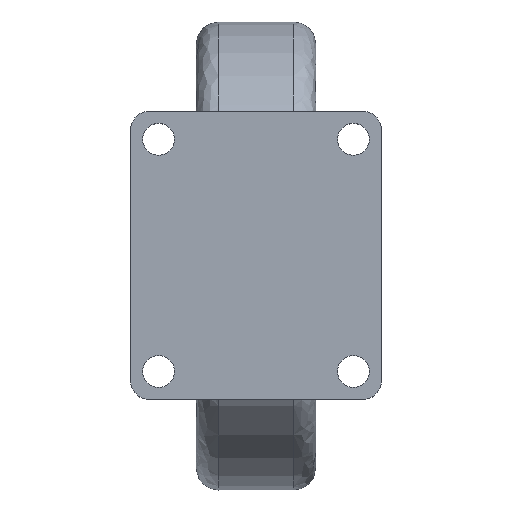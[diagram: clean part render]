
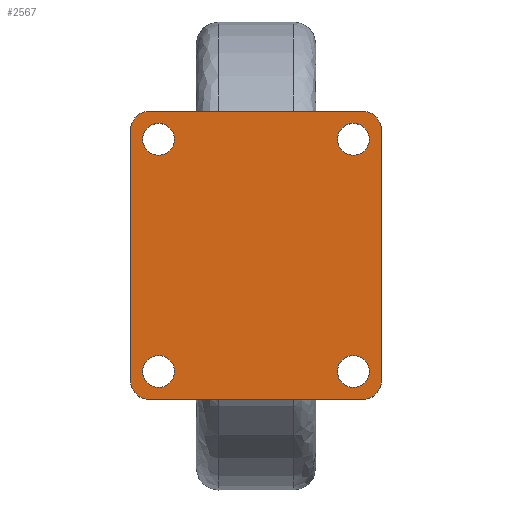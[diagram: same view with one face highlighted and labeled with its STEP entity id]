
A CAD part, top view. The second image highlights one B-rep face of the part: STEP entity #2567.
In plain terms, the highlighted planar face has unit normal (0, 0, 1).
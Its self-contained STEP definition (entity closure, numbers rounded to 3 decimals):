
#194 = EDGE_LOOP ( 'NONE', ( #4929, #6372 ) ) ;
#233 = EDGE_LOOP ( 'NONE', ( #2885, #5403 ) ) ;
#258 = VERTEX_POINT ( 'NONE', #3192 ) ;
#292 = VERTEX_POINT ( 'NONE', #1028 ) ;
#302 = LINE ( 'NONE', #1808, #6704 ) ;
#309 = LINE ( 'NONE', #1946, #1428 ) ;
#373 = EDGE_LOOP ( 'NONE', ( #3083, #7280, #4210, #5052, #6491, #3447, #2248, #2432 ) ) ;
#447 = ORIENTED_EDGE ( 'NONE', *, *, #3339, .T. ) ;
#458 = DIRECTION ( 'NONE',  ( 0., 0., 1. ) ) ;
#477 = FACE_BOUND ( 'NONE', #233, .T. ) ;
#483 = DIRECTION ( 'NONE',  ( 0., 0., -1. ) ) ;
#508 = DIRECTION ( 'NONE',  ( 1., 0., 0. ) ) ;
#663 = DIRECTION ( 'NONE',  ( 1., 0., 0. ) ) ;
#675 = CIRCLE ( 'NONE', #1453, 5. ) ;
#751 = DIRECTION ( 'NONE',  ( 1., 0., 0. ) ) ;
#825 = FACE_BOUND ( 'NONE', #1320, .T. ) ;
#826 = CARTESIAN_POINT ( 'NONE',  ( -33.5, -14.25, 161. ) ) ;
#851 = DIRECTION ( 'NONE',  ( 1., 0., 0. ) ) ;
#1025 = DIRECTION ( 'NONE',  ( 1., 0., 0. ) ) ;
#1028 = CARTESIAN_POINT ( 'NONE',  ( 21.75, -31., 161. ) ) ;
#1054 = EDGE_CURVE ( 'NONE', #1377, #6154, #309, .T. ) ;
#1089 = CARTESIAN_POINT ( 'NONE',  ( -30.25, -31., 161. ) ) ;
#1101 = CARTESIAN_POINT ( 'NONE',  ( -26., -31., 161. ) ) ;
#1151 = EDGE_CURVE ( 'NONE', #5409, #2798, #4094, .T. ) ;
#1174 = ORIENTED_EDGE ( 'NONE', *, *, #1151, .T. ) ;
#1320 = EDGE_LOOP ( 'NONE', ( #6934, #1174 ) ) ;
#1329 = AXIS2_PLACEMENT_3D ( 'NONE', #7214, #7166, #5499 ) ;
#1377 = VERTEX_POINT ( 'NONE', #3963 ) ;
#1415 = CARTESIAN_POINT ( 'NONE',  ( 33.5, 33.5, 161. ) ) ;
#1428 = VECTOR ( 'NONE', #6425, 1000. ) ;
#1444 = DIRECTION ( 'NONE',  ( 1., 0., 0. ) ) ;
#1453 = AXIS2_PLACEMENT_3D ( 'NONE', #6831, #2831, #4027 ) ;
#1471 = EDGE_CURVE ( 'NONE', #2798, #5409, #4664, .T. ) ;
#1590 = CIRCLE ( 'NONE', #5138, 4.25 ) ;
#1624 = CARTESIAN_POINT ( 'NONE',  ( -28.5, -38.5, 161. ) ) ;
#1647 = EDGE_CURVE ( 'NONE', #292, #2622, #2517, .T. ) ;
#1667 = CARTESIAN_POINT ( 'NONE',  ( 26., 31., 161. ) ) ;
#1775 = CARTESIAN_POINT ( 'NONE',  ( -26., -31., 161. ) ) ;
#1782 = EDGE_CURVE ( 'NONE', #2622, #292, #6464, .T. ) ;
#1800 = DIRECTION ( 'NONE',  ( 0., 0., -1. ) ) ;
#1808 = CARTESIAN_POINT ( 'NONE',  ( 33.5, -14.25, 161. ) ) ;
#1946 = CARTESIAN_POINT ( 'NONE',  ( 0., 38.5, 161. ) ) ;
#2039 = CARTESIAN_POINT ( 'NONE',  ( -28.5, 38.5, 161. ) ) ;
#2247 = CARTESIAN_POINT ( 'NONE',  ( 0., -38.5, 161. ) ) ;
#2248 = ORIENTED_EDGE ( 'NONE', *, *, #4867, .T. ) ;
#2284 = AXIS2_PLACEMENT_3D ( 'NONE', #1667, #3343, #508 ) ;
#2353 = CARTESIAN_POINT ( 'NONE',  ( 0., -14.25, 161. ) ) ;
#2381 = DIRECTION ( 'NONE',  ( 0., 1., 0. ) ) ;
#2427 = CARTESIAN_POINT ( 'NONE',  ( 28.5, -33.5, 161. ) ) ;
#2432 = ORIENTED_EDGE ( 'NONE', *, *, #6469, .T. ) ;
#2496 = CIRCLE ( 'NONE', #5888, 5. ) ;
#2517 = CIRCLE ( 'NONE', #5418, 4.25 ) ;
#2567 = ADVANCED_FACE ( 'NONE', ( #7335, #3621, #825, #477, #4256 ), #5187, .T. ) ;
#2572 = CARTESIAN_POINT ( 'NONE',  ( 30.25, 31., 161. ) ) ;
#2622 = VERTEX_POINT ( 'NONE', #3706 ) ;
#2798 = VERTEX_POINT ( 'NONE', #6777 ) ;
#2831 = DIRECTION ( 'NONE',  ( 0., 0., 1. ) ) ;
#2885 = ORIENTED_EDGE ( 'NONE', *, *, #4624, .T. ) ;
#2891 = CIRCLE ( 'NONE', #4141, 4.25 ) ;
#2981 = EDGE_LOOP ( 'NONE', ( #4003, #447 ) ) ;
#3014 = AXIS2_PLACEMENT_3D ( 'NONE', #3849, #483, #1025 ) ;
#3048 = CARTESIAN_POINT ( 'NONE',  ( 28.5, -38.5, 161. ) ) ;
#3083 = ORIENTED_EDGE ( 'NONE', *, *, #1054, .T. ) ;
#3192 = CARTESIAN_POINT ( 'NONE',  ( -21.75, -31., 161. ) ) ;
#3288 = DIRECTION ( 'NONE',  ( 0., 0., -1. ) ) ;
#3327 = VERTEX_POINT ( 'NONE', #4588 ) ;
#3339 = EDGE_CURVE ( 'NONE', #5186, #258, #1590, .T. ) ;
#3340 = CIRCLE ( 'NONE', #6113, 5. ) ;
#3343 = DIRECTION ( 'NONE',  ( 0., 0., -1. ) ) ;
#3447 = ORIENTED_EDGE ( 'NONE', *, *, #4310, .T. ) ;
#3467 = LINE ( 'NONE', #826, #7096 ) ;
#3621 = FACE_BOUND ( 'NONE', #2981, .T. ) ;
#3636 = CARTESIAN_POINT ( 'NONE',  ( -30.25, 31., 161. ) ) ;
#3706 = CARTESIAN_POINT ( 'NONE',  ( 30.25, -31., 161. ) ) ;
#3771 = EDGE_CURVE ( 'NONE', #5480, #6314, #3340, .T. ) ;
#3799 = AXIS2_PLACEMENT_3D ( 'NONE', #2427, #6459, #751 ) ;
#3849 = CARTESIAN_POINT ( 'NONE',  ( 26., 31., 161. ) ) ;
#3872 = DIRECTION ( 'NONE',  ( 1., 0., 0. ) ) ;
#3885 = EDGE_CURVE ( 'NONE', #258, #5186, #2891, .T. ) ;
#3899 = DIRECTION ( 'NONE',  ( 1., 0., 0. ) ) ;
#3963 = CARTESIAN_POINT ( 'NONE',  ( 28.5, 38.5, 161. ) ) ;
#4003 = ORIENTED_EDGE ( 'NONE', *, *, #3885, .T. ) ;
#4027 = DIRECTION ( 'NONE',  ( 1., 0., 0. ) ) ;
#4094 = CIRCLE ( 'NONE', #5479, 4.25 ) ;
#4141 = AXIS2_PLACEMENT_3D ( 'NONE', #1101, #6776, #3899 ) ;
#4180 = CIRCLE ( 'NONE', #2284, 4.25 ) ;
#4210 = ORIENTED_EDGE ( 'NONE', *, *, #6341, .T. ) ;
#4256 = FACE_OUTER_BOUND ( 'NONE', #373, .T. ) ;
#4310 = EDGE_CURVE ( 'NONE', #5379, #5486, #6375, .T. ) ;
#4347 = CARTESIAN_POINT ( 'NONE',  ( -28.5, -33.5, 161. ) ) ;
#4382 = CARTESIAN_POINT ( 'NONE',  ( 33.5, -33.5, 161. ) ) ;
#4566 = DIRECTION ( 'NONE',  ( 0., 0., -1. ) ) ;
#4588 = CARTESIAN_POINT ( 'NONE',  ( -33.5, 33.5, 161. ) ) ;
#4624 = EDGE_CURVE ( 'NONE', #4951, #5154, #4180, .T. ) ;
#4664 = CIRCLE ( 'NONE', #1329, 4.25 ) ;
#4777 = VECTOR ( 'NONE', #5107, 1000. ) ;
#4815 = CARTESIAN_POINT ( 'NONE',  ( -33.5, -33.5, 161. ) ) ;
#4819 = DIRECTION ( 'NONE',  ( 0., -1., 0. ) ) ;
#4867 = EDGE_CURVE ( 'NONE', #5486, #4868, #302, .T. ) ;
#4868 = VERTEX_POINT ( 'NONE', #1415 ) ;
#4929 = ORIENTED_EDGE ( 'NONE', *, *, #1782, .T. ) ;
#4951 = VERTEX_POINT ( 'NONE', #2572 ) ;
#5029 = CARTESIAN_POINT ( 'NONE',  ( 21.75, 31., 161. ) ) ;
#5052 = ORIENTED_EDGE ( 'NONE', *, *, #3771, .T. ) ;
#5107 = DIRECTION ( 'NONE',  ( 1., 0., 0. ) ) ;
#5138 = AXIS2_PLACEMENT_3D ( 'NONE', #1775, #1800, #663 ) ;
#5154 = VERTEX_POINT ( 'NONE', #5029 ) ;
#5159 = EDGE_CURVE ( 'NONE', #6314, #5379, #6332, .T. ) ;
#5163 = DIRECTION ( 'NONE',  ( 1., 0., 0. ) ) ;
#5186 = VERTEX_POINT ( 'NONE', #1089 ) ;
#5187 = PLANE ( 'NONE',  #6116 ) ;
#5379 = VERTEX_POINT ( 'NONE', #3048 ) ;
#5403 = ORIENTED_EDGE ( 'NONE', *, *, #6972, .T. ) ;
#5409 = VERTEX_POINT ( 'NONE', #3636 ) ;
#5418 = AXIS2_PLACEMENT_3D ( 'NONE', #6162, #3288, #3872 ) ;
#5479 = AXIS2_PLACEMENT_3D ( 'NONE', #6011, #6571, #851 ) ;
#5480 = VERTEX_POINT ( 'NONE', #4815 ) ;
#5486 = VERTEX_POINT ( 'NONE', #4382 ) ;
#5499 = DIRECTION ( 'NONE',  ( 1., 0., 0. ) ) ;
#5658 = CARTESIAN_POINT ( 'NONE',  ( 26., -31., 161. ) ) ;
#5758 = DIRECTION ( 'NONE',  ( 1., 0., 0. ) ) ;
#5888 = AXIS2_PLACEMENT_3D ( 'NONE', #7102, #5946, #1444 ) ;
#5946 = DIRECTION ( 'NONE',  ( 0., 0., 1. ) ) ;
#6011 = CARTESIAN_POINT ( 'NONE',  ( -26., 31., 161. ) ) ;
#6113 = AXIS2_PLACEMENT_3D ( 'NONE', #4347, #458, #6159 ) ;
#6116 = AXIS2_PLACEMENT_3D ( 'NONE', #2353, #6290, #5163 ) ;
#6154 = VERTEX_POINT ( 'NONE', #2039 ) ;
#6159 = DIRECTION ( 'NONE',  ( 1., 0., 0. ) ) ;
#6162 = CARTESIAN_POINT ( 'NONE',  ( 26., -31., 161. ) ) ;
#6290 = DIRECTION ( 'NONE',  ( 0., 0., 1. ) ) ;
#6314 = VERTEX_POINT ( 'NONE', #1624 ) ;
#6332 = LINE ( 'NONE', #2247, #4777 ) ;
#6341 = EDGE_CURVE ( 'NONE', #3327, #5480, #3467, .T. ) ;
#6372 = ORIENTED_EDGE ( 'NONE', *, *, #1647, .T. ) ;
#6375 = CIRCLE ( 'NONE', #3799, 5. ) ;
#6425 = DIRECTION ( 'NONE',  ( -1., 0., 0. ) ) ;
#6459 = DIRECTION ( 'NONE',  ( 0., 0., 1. ) ) ;
#6464 = CIRCLE ( 'NONE', #7231, 4.25 ) ;
#6469 = EDGE_CURVE ( 'NONE', #4868, #1377, #675, .T. ) ;
#6491 = ORIENTED_EDGE ( 'NONE', *, *, #5159, .T. ) ;
#6566 = EDGE_CURVE ( 'NONE', #6154, #3327, #2496, .T. ) ;
#6571 = DIRECTION ( 'NONE',  ( 0., 0., -1. ) ) ;
#6626 = CIRCLE ( 'NONE', #3014, 4.25 ) ;
#6704 = VECTOR ( 'NONE', #2381, 1000. ) ;
#6776 = DIRECTION ( 'NONE',  ( 0., 0., -1. ) ) ;
#6777 = CARTESIAN_POINT ( 'NONE',  ( -21.75, 31., 161. ) ) ;
#6831 = CARTESIAN_POINT ( 'NONE',  ( 28.5, 33.5, 161. ) ) ;
#6934 = ORIENTED_EDGE ( 'NONE', *, *, #1471, .T. ) ;
#6972 = EDGE_CURVE ( 'NONE', #5154, #4951, #6626, .T. ) ;
#7096 = VECTOR ( 'NONE', #4819, 1000. ) ;
#7102 = CARTESIAN_POINT ( 'NONE',  ( -28.5, 33.5, 161. ) ) ;
#7166 = DIRECTION ( 'NONE',  ( 0., 0., -1. ) ) ;
#7214 = CARTESIAN_POINT ( 'NONE',  ( -26., 31., 161. ) ) ;
#7231 = AXIS2_PLACEMENT_3D ( 'NONE', #5658, #4566, #5758 ) ;
#7280 = ORIENTED_EDGE ( 'NONE', *, *, #6566, .T. ) ;
#7335 = FACE_BOUND ( 'NONE', #194, .T. ) ;
